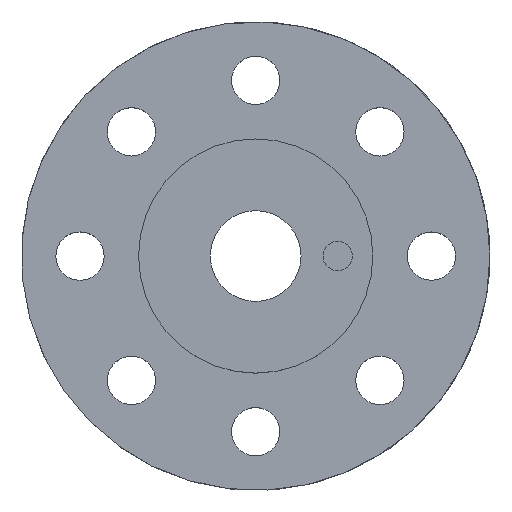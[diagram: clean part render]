
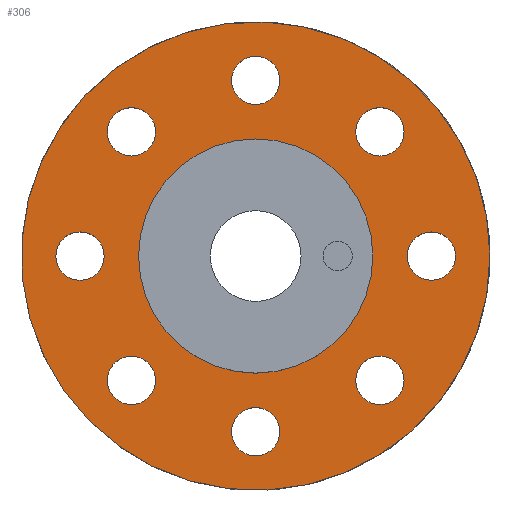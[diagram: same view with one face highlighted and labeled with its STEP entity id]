
A CAD part, top view. The second image highlights one B-rep face of the part: STEP entity #306.
In plain terms, the highlighted planar face has unit normal (0, 0, 1).
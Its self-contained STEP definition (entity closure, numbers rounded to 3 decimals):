
#84=CARTESIAN_POINT('',(0.,-4.0,10.0));
#85=VERTEX_POINT('',#84);
#86=CARTESIAN_POINT('',(0.,0.,10.0));
#87=DIRECTION('',(0.,0.,1.0));
#88=DIRECTION('',(0.,-1.0,0.));
#89=AXIS2_PLACEMENT_3D('',#86,#87,#88);
#90=CIRCLE('',#89,4.0);
#91=EDGE_CURVE('',#85,#85,#90,.T.);
#195=CARTESIAN_POINT('',(8.,0.0,10.0));
#196=VERTEX_POINT('',#195);
#197=CARTESIAN_POINT('',(0.,0.,10.));
#198=DIRECTION('',(0.,0.,-1.0));
#199=DIRECTION('',(1.0,0.,0.));
#200=AXIS2_PLACEMENT_3D('',#197,#198,#199);
#201=CIRCLE('',#200,8.0);
#202=EDGE_CURVE('',#196,#196,#201,.T.);
#207=CARTESIAN_POINT('',(-8.8,-8.8,10.0));
#208=DIRECTION('',(0.0,0.0,1.0));
#209=DIRECTION('',(1.0,0.0,0.0));
#210=AXIS2_PLACEMENT_3D('',#207,#208,#209);
#211=PLANE('',#210);
#212=ORIENTED_EDGE('',*,*,#202,.F.);
#213=EDGE_LOOP('',(#212));
#214=FACE_OUTER_BOUND('',#213,.T.);
#215=CARTESIAN_POINT('',(-6.0,-0.825,10.0));
#216=VERTEX_POINT('',#215);
#217=CARTESIAN_POINT('',(-6.,0.,10.));
#218=DIRECTION('',(0.,0.,-1.0));
#219=DIRECTION('',(0.,-1.0,0.));
#220=AXIS2_PLACEMENT_3D('',#217,#218,#219);
#221=CIRCLE('',#220,0.825);
#222=EDGE_CURVE('',#216,#216,#221,.T.);
#223=ORIENTED_EDGE('',*,*,#222,.T.);
#224=EDGE_LOOP('',(#223));
#225=FACE_BOUND('',#224,.T.);
#226=CARTESIAN_POINT('',(-4.243,-5.068,10.0));
#227=VERTEX_POINT('',#226);
#228=CARTESIAN_POINT('',(-4.243,-4.243,10.));
#229=DIRECTION('',(0.,0.,-1.0));
#230=DIRECTION('',(0.,-1.0,0.0));
#231=AXIS2_PLACEMENT_3D('',#228,#229,#230);
#232=CIRCLE('',#231,0.825);
#233=EDGE_CURVE('',#227,#227,#232,.T.);
#234=ORIENTED_EDGE('',*,*,#233,.T.);
#235=EDGE_LOOP('',(#234));
#236=FACE_BOUND('',#235,.T.);
#237=CARTESIAN_POINT('',(0.,-6.825,10.0));
#238=VERTEX_POINT('',#237);
#239=CARTESIAN_POINT('',(0.,-6.0,10.0));
#240=DIRECTION('',(0.,0.,-1.0));
#241=DIRECTION('',(0.,-1.0,0.0));
#242=AXIS2_PLACEMENT_3D('',#239,#240,#241);
#243=CIRCLE('',#242,0.825);
#244=EDGE_CURVE('',#238,#238,#243,.T.);
#245=ORIENTED_EDGE('',*,*,#244,.T.);
#246=EDGE_LOOP('',(#245));
#247=FACE_BOUND('',#246,.T.);
#248=CARTESIAN_POINT('',(4.243,-5.068,10.0));
#249=VERTEX_POINT('',#248);
#250=CARTESIAN_POINT('',(4.243,-4.243,10.));
#251=DIRECTION('',(0.,0.,-1.0));
#252=DIRECTION('',(0.,-1.0,0.));
#253=AXIS2_PLACEMENT_3D('',#250,#251,#252);
#254=CIRCLE('',#253,0.825);
#255=EDGE_CURVE('',#249,#249,#254,.T.);
#256=ORIENTED_EDGE('',*,*,#255,.T.);
#257=EDGE_LOOP('',(#256));
#258=FACE_BOUND('',#257,.T.);
#259=CARTESIAN_POINT('',(6.0,-0.825,10.0));
#260=VERTEX_POINT('',#259);
#261=CARTESIAN_POINT('',(6.,0.,10.));
#262=DIRECTION('',(0.,0.,-1.0));
#263=DIRECTION('',(0.,-1.0,0.));
#264=AXIS2_PLACEMENT_3D('',#261,#262,#263);
#265=CIRCLE('',#264,0.825);
#266=EDGE_CURVE('',#260,#260,#265,.T.);
#267=ORIENTED_EDGE('',*,*,#266,.T.);
#268=EDGE_LOOP('',(#267));
#269=FACE_BOUND('',#268,.T.);
#270=CARTESIAN_POINT('',(4.243,3.418,10.0));
#271=VERTEX_POINT('',#270);
#272=CARTESIAN_POINT('',(4.243,4.243,10.));
#273=DIRECTION('',(0.,0.0,-1.0));
#274=DIRECTION('',(0.0,-1.0,0.0));
#275=AXIS2_PLACEMENT_3D('',#272,#273,#274);
#276=CIRCLE('',#275,0.825);
#277=EDGE_CURVE('',#271,#271,#276,.T.);
#278=ORIENTED_EDGE('',*,*,#277,.T.);
#279=EDGE_LOOP('',(#278));
#280=FACE_BOUND('',#279,.T.);
#281=CARTESIAN_POINT('',(0.,5.175,10.0));
#282=VERTEX_POINT('',#281);
#283=CARTESIAN_POINT('',(0.,6.0,10.));
#284=DIRECTION('',(0.,0.,-1.0));
#285=DIRECTION('',(0.,-1.0,0.));
#286=AXIS2_PLACEMENT_3D('',#283,#284,#285);
#287=CIRCLE('',#286,0.825);
#288=EDGE_CURVE('',#282,#282,#287,.T.);
#289=ORIENTED_EDGE('',*,*,#288,.T.);
#290=EDGE_LOOP('',(#289));
#291=FACE_BOUND('',#290,.T.);
#292=CARTESIAN_POINT('',(-4.243,3.418,10.0));
#293=VERTEX_POINT('',#292);
#294=CARTESIAN_POINT('',(-4.243,4.243,10.));
#295=DIRECTION('',(0.,0.,-1.0));
#296=DIRECTION('',(0.,-1.0,0.));
#297=AXIS2_PLACEMENT_3D('',#294,#295,#296);
#298=CIRCLE('',#297,0.825);
#299=EDGE_CURVE('',#293,#293,#298,.T.);
#300=ORIENTED_EDGE('',*,*,#299,.T.);
#301=EDGE_LOOP('',(#300));
#302=FACE_BOUND('',#301,.T.);
#303=ORIENTED_EDGE('',*,*,#91,.F.);
#304=EDGE_LOOP('',(#303));
#305=FACE_BOUND('',#304,.T.);
#306=ADVANCED_FACE('',(#214,#225,#236,#247,#258,#269,#280,#291,#302,#305),#211,.T.);
